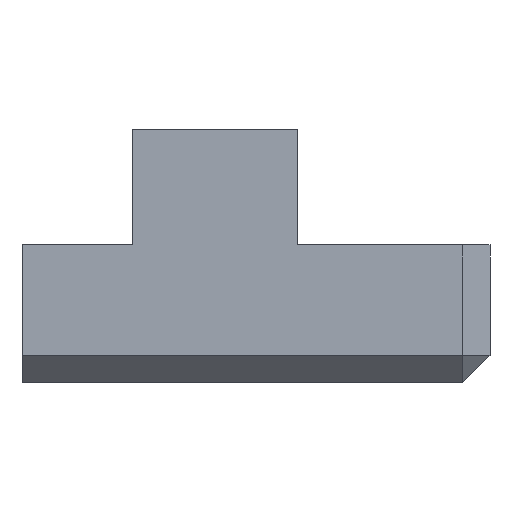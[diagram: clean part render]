
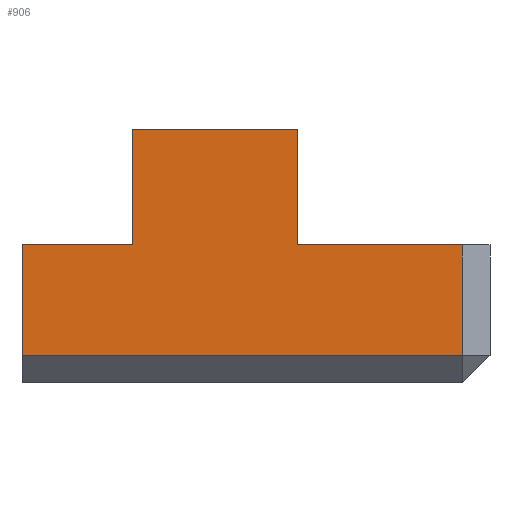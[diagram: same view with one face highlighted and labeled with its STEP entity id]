
A CAD part, front view. The second image highlights one B-rep face of the part: STEP entity #906.
In plain terms, the highlighted planar face has unit normal (0, -1, 0).
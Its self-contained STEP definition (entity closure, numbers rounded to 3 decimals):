
#222 = EDGE_CURVE('',#223,#225,#227,.T.);
#223 = VERTEX_POINT('',#224);
#224 = CARTESIAN_POINT('',(0.,-22.5,1.));
#225 = VERTEX_POINT('',#226);
#226 = CARTESIAN_POINT('',(0.,-22.5,5.));
#227 = LINE('',#228,#229);
#228 = CARTESIAN_POINT('',(0.,-22.5,0.));
#229 = VECTOR('',#230,1.);
#230 = DIRECTION('',(0.,0.,1.));
#262 = VERTEX_POINT('',#263);
#263 = CARTESIAN_POINT('',(16.,-22.5,1.));
#271 = EDGE_CURVE('',#262,#223,#272,.T.);
#272 = LINE('',#273,#274);
#273 = CARTESIAN_POINT('',(17.,-22.5,1.));
#274 = VECTOR('',#275,1.);
#275 = DIRECTION('',(-1.,0.,0.));
#906 = ADVANCED_FACE('',(#907),#957,.T.);
#907 = FACE_BOUND('',#908,.T.);
#908 = EDGE_LOOP('',(#909,#919,#927,#935,#943,#949,#950,#951));
#909 = ORIENTED_EDGE('',*,*,#910,.T.);
#910 = EDGE_CURVE('',#911,#913,#915,.T.);
#911 = VERTEX_POINT('',#912);
#912 = CARTESIAN_POINT('',(16.,-22.5,5.));
#913 = VERTEX_POINT('',#914);
#914 = CARTESIAN_POINT('',(10.,-22.5,5.));
#915 = LINE('',#916,#917);
#916 = CARTESIAN_POINT('',(17.,-22.5,5.));
#917 = VECTOR('',#918,1.);
#918 = DIRECTION('',(-1.,0.,0.));
#919 = ORIENTED_EDGE('',*,*,#920,.T.);
#920 = EDGE_CURVE('',#913,#921,#923,.T.);
#921 = VERTEX_POINT('',#922);
#922 = CARTESIAN_POINT('',(10.,-22.5,9.2));
#923 = LINE('',#924,#925);
#924 = CARTESIAN_POINT('',(10.,-22.5,5.));
#925 = VECTOR('',#926,1.);
#926 = DIRECTION('',(0.,0.,1.));
#927 = ORIENTED_EDGE('',*,*,#928,.T.);
#928 = EDGE_CURVE('',#921,#929,#931,.T.);
#929 = VERTEX_POINT('',#930);
#930 = CARTESIAN_POINT('',(4.,-22.5,9.2));
#931 = LINE('',#932,#933);
#932 = CARTESIAN_POINT('',(10.,-22.5,9.2));
#933 = VECTOR('',#934,1.);
#934 = DIRECTION('',(-1.,0.,0.));
#935 = ORIENTED_EDGE('',*,*,#936,.F.);
#936 = EDGE_CURVE('',#937,#929,#939,.T.);
#937 = VERTEX_POINT('',#938);
#938 = CARTESIAN_POINT('',(4.,-22.5,5.));
#939 = LINE('',#940,#941);
#940 = CARTESIAN_POINT('',(4.,-22.5,5.));
#941 = VECTOR('',#942,1.);
#942 = DIRECTION('',(0.,0.,1.));
#943 = ORIENTED_EDGE('',*,*,#944,.T.);
#944 = EDGE_CURVE('',#937,#225,#945,.T.);
#945 = LINE('',#946,#947);
#946 = CARTESIAN_POINT('',(17.,-22.5,5.));
#947 = VECTOR('',#948,1.);
#948 = DIRECTION('',(-1.,0.,0.));
#949 = ORIENTED_EDGE('',*,*,#222,.F.);
#950 = ORIENTED_EDGE('',*,*,#271,.F.);
#951 = ORIENTED_EDGE('',*,*,#952,.T.);
#952 = EDGE_CURVE('',#262,#911,#953,.T.);
#953 = LINE('',#954,#955);
#954 = CARTESIAN_POINT('',(16.,-22.5,0.));
#955 = VECTOR('',#956,1.);
#956 = DIRECTION('',(0.,0.,1.));
#957 = PLANE('',#958);
#958 = AXIS2_PLACEMENT_3D('',#959,#960,#961);
#959 = CARTESIAN_POINT('',(8.26,-22.5,3.718));
#960 = DIRECTION('',(0.,-1.,0.));
#961 = DIRECTION('',(0.,0.,1.));
